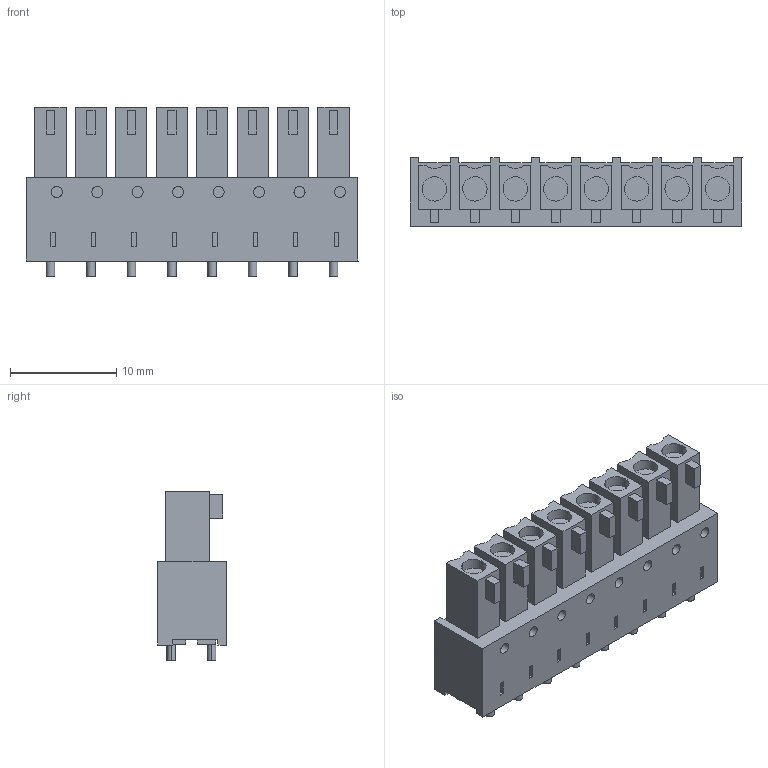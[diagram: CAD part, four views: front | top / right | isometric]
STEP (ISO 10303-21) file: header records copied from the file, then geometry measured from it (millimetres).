
FILE_DESCRIPTION(('CATIA V5 STEP Exchange','CAx-IF Rec.Pracs.--- Model Styling and Organization---1.4--- 2014-01-23'),'2;1');
FILE_NAME ('D1460929_1_1976580000_1976580000.stp','2023-04-28T10:52:12+00:00',('none'),('Weidmueller'),'CATIA Version 5-6 Release 2016 SP3 HF44','CATIA V5 STEP AP214','none');
FILE_SCHEMA(('AUTOMOTIVE_DESIGN { 1 0 10303 214 1 1 1 1 }'));
Length unit declared in the file: millimetre
Products named in the file (1): 1976580000
Bounding box: 31.27 x 6.45 x 16 mm (x, y, z)
Volume: 1984 mm3; surface area: 2214.2 mm2
Topology: 17 solids, 17 shells, 530 faces, 1296 edges, 840 vertices
Faces by surface type: plane 458, cylinder 72
Entity records: 14472 total; most frequent: CARTESIAN_POINT 2697, ORIENTED_EDGE 2592, DIRECTION 1832, EDGE_CURVE 1296, VECTOR 1120, LINE 1120, VERTEX_POINT 840, EDGE_LOOP 570
